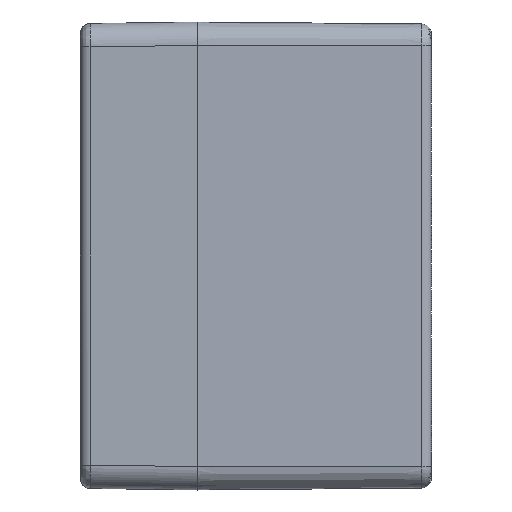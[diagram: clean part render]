
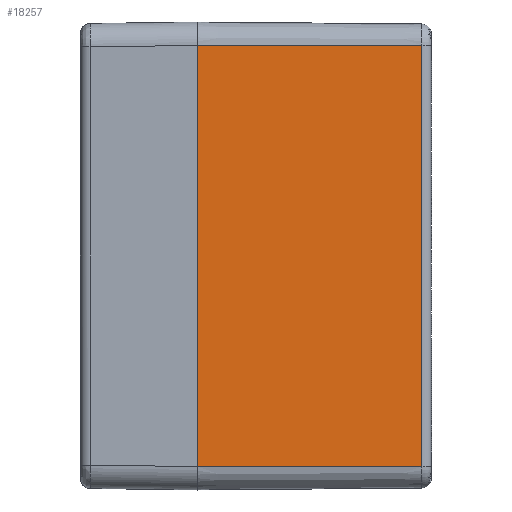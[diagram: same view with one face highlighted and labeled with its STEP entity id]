
A CAD part, left-side view. The second image highlights one B-rep face of the part: STEP entity #18257.
In plain terms, the highlighted planar face has unit normal (-1, -0.009, 0).
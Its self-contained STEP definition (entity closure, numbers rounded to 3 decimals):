
#656 = ORIENTED_EDGE ( 'NONE', *, *, #6864, .F. ) ;
#849 = DIRECTION ( 'NONE',  ( 0., 0., 1. ) ) ;
#1875 = CARTESIAN_POINT ( 'NONE',  ( -79.498, 2.478, 54. ) ) ;
#2854 = EDGE_CURVE ( 'NONE', #15739, #7635, #13031, .T. ) ;
#2987 = VECTOR ( 'NONE', #20437, 1000. ) ;
#3516 = ORIENTED_EDGE ( 'NONE', *, *, #2854, .T. ) ;
#3998 = CARTESIAN_POINT ( 'NONE',  ( -80., 60., -54. ) ) ;
#4191 = LINE ( 'NONE', #3998, #17048 ) ;
#4214 = EDGE_LOOP ( 'NONE', ( #5283, #656, #3516, #17372 ) ) ;
#4998 = CARTESIAN_POINT ( 'NONE',  ( -80., 60., -63.64 ) ) ;
#5283 = ORIENTED_EDGE ( 'NONE', *, *, #17315, .F. ) ;
#6864 = EDGE_CURVE ( 'NONE', #15739, #13032, #4191, .T. ) ;
#7635 = VERTEX_POINT ( 'NONE', #8118 ) ;
#7813 = VERTEX_POINT ( 'NONE', #8524 ) ;
#8118 = CARTESIAN_POINT ( 'NONE',  ( -79.498, 2.478, -54. ) ) ;
#8261 = DIRECTION ( 'NONE',  ( 0., 0., -1. ) ) ;
#8296 = CARTESIAN_POINT ( 'NONE',  ( -80., 60., -54. ) ) ;
#8454 = FACE_OUTER_BOUND ( 'NONE', #4214, .T. ) ;
#8524 = CARTESIAN_POINT ( 'NONE',  ( -79.498, 2.478, 54. ) ) ;
#9846 = LINE ( 'NONE', #1875, #12595 ) ;
#9879 = DIRECTION ( 'NONE',  ( 0.009, -1., 0. ) ) ;
#10143 = DIRECTION ( 'NONE',  ( -0.009, 1., 0. ) ) ;
#11611 = DIRECTION ( 'NONE',  ( -1., -0.009, 0. ) ) ;
#11980 = EDGE_CURVE ( 'NONE', #7813, #7635, #9846, .T. ) ;
#12595 = VECTOR ( 'NONE', #8261, 1000. ) ;
#13031 = LINE ( 'NONE', #8296, #17766 ) ;
#13032 = VERTEX_POINT ( 'NONE', #16576 ) ;
#13077 = CARTESIAN_POINT ( 'NONE',  ( -80., 60., 54. ) ) ;
#14061 = LINE ( 'NONE', #13077, #2987 ) ;
#15739 = VERTEX_POINT ( 'NONE', #19187 ) ;
#16099 = AXIS2_PLACEMENT_3D ( 'NONE', #4998, #11611, #10143 ) ;
#16576 = CARTESIAN_POINT ( 'NONE',  ( -80., 60., 54. ) ) ;
#17048 = VECTOR ( 'NONE', #849, 1000. ) ;
#17315 = EDGE_CURVE ( 'NONE', #13032, #7813, #14061, .T. ) ;
#17372 = ORIENTED_EDGE ( 'NONE', *, *, #11980, .F. ) ;
#17766 = VECTOR ( 'NONE', #9879, 1000. ) ;
#18257 = ADVANCED_FACE ( 'NONE', ( #8454 ), #19570, .T. ) ;
#19187 = CARTESIAN_POINT ( 'NONE',  ( -80., 60., -54. ) ) ;
#19570 = PLANE ( 'NONE',  #16099 ) ;
#20437 = DIRECTION ( 'NONE',  ( 0.009, -1., 0. ) ) ;
